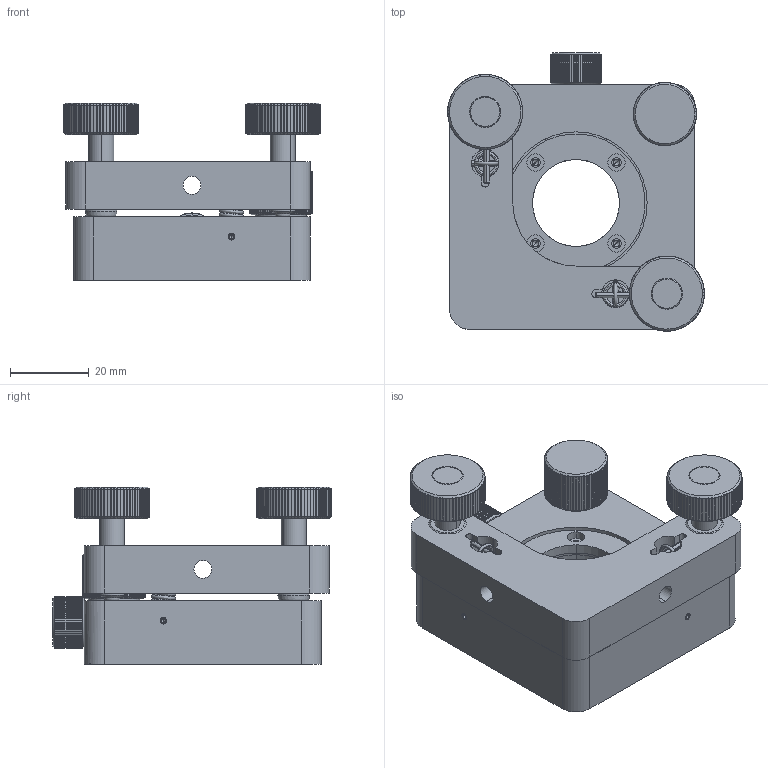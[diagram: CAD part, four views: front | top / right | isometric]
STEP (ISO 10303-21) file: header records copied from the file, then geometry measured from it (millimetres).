
FILE_DESCRIPTION (( 'STEP AP203' ), '1' );
FILE_NAME ('04TRM-2M.STEP', '2016-12-13T08:13:59', ( '' ), ( '' ), 'SwSTEP 2.0', 'SolidWorks 2016', '' );
FILE_SCHEMA (( 'CONFIG_CONTROL_DESIGN' ));
Products named in the file (1): 04TRM-2M
Bounding box: 65 x 70.5 x 45.03 mm (x, y, z)
Volume: 75322.8 mm3; surface area: 41644.1 mm2
Topology: 29 solids, 29 shells, 4206 faces, 10972 edges, 7260 vertices
Faces by surface type: plane 2132, cylinder 1454, bspline 494, cone 78, torus 40, sphere 8
Entity records: 165566 total; most frequent: CARTESIAN_POINT 65281, ORIENTED_EDGE 21838, DIRECTION 18647, EDGE_CURVE 10919, VERTEX_POINT 7249, LINE 6813, VECTOR 6813, AXIS2_PLACEMENT_3D 5917
